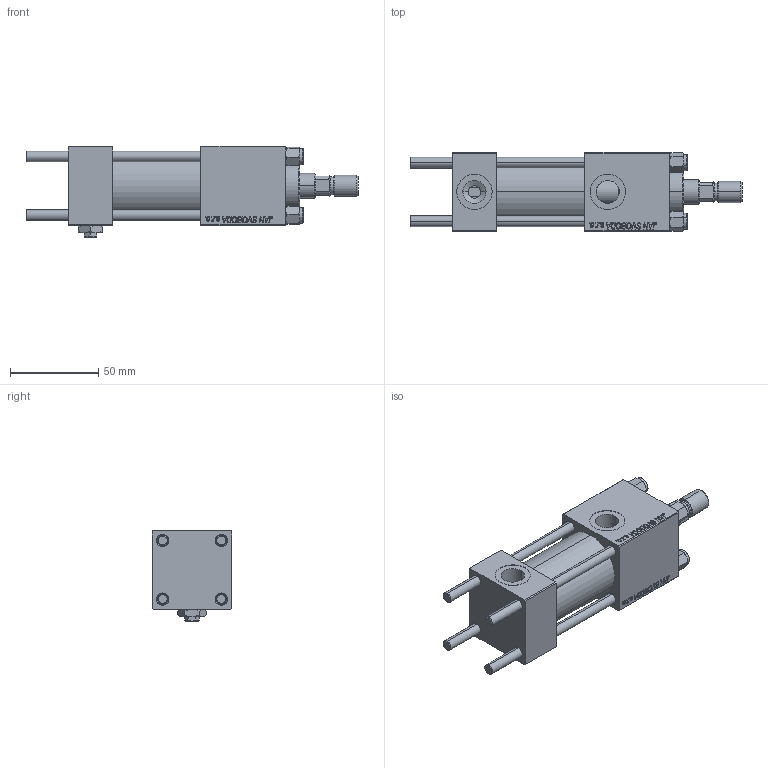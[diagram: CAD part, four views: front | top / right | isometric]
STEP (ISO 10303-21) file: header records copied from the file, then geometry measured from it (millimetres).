
FILE_DESCRIPTION (( 'STEP AP203' ), '1' );
FILE_NAME ('83c9.STEP', '2022-10-03T16:20:27', ( '' ), ( '' ), 'SwSTEP 2.0', 'SolidWorks 2019', '' );
FILE_SCHEMA (( 'CONFIG_CONTROL_DESIGN' ));
Length unit declared in the file: millimetre
Products named in the file (8): Zatka_pro_OIL_PORT d64b85fe3b1821294963b54d803880c8; CR025_012_A_0_G_A_G_M_020_+#_##_TYCINKA d64b85fe3b1821294963b54d803880c8; ROD_END_AH d64b85fe3b1821294963b54d803880c8; V215CR_VCP d64b85fe3b1821294963b54d803880c8; NUT_M5 d64b85fe3b1821294963b54d803880c8; V215CR_BODY_A d64b85fe3b1821294963b54d803880c8; V215_VC_A d64b85fe3b1821294963b54d803880c8; 83c9
Assembly tree (13 placements, depth 2):
  83c9
    V215CR_BODY_A d64b85fe3b1821294963b54d803880c8
    CR025_012_A_0_G_A_G_M_020_+#_##_TYCINKA d64b85fe3b1821294963b54d803880c8  x4
    NUT_M5 d64b85fe3b1821294963b54d803880c8  x4
    V215CR_VCP d64b85fe3b1821294963b54d803880c8
    V215_VC_A d64b85fe3b1821294963b54d803880c8
    ROD_END_AH d64b85fe3b1821294963b54d803880c8
    Zatka_pro_OIL_PORT d64b85fe3b1821294963b54d803880c8
Bounding box: 188 x 45 x 52 mm (x, y, z)
Volume: 199139.1 mm3; surface area: 74830.9 mm2
Topology: 13 solids, 13 shells, 1204 faces, 3012 edges, 1947 vertices
Faces by surface type: plane 548, bspline 392, cone 162, cylinder 92, torus 10
Entity records: 52216 total; most frequent: CARTESIAN_POINT 27634, ORIENTED_EDGE 5516, DIRECTION 3550, EDGE_CURVE 2758, VERTEX_POINT 1803, VECTOR 1640, LINE 1640, EDGE_LOOP 1219
